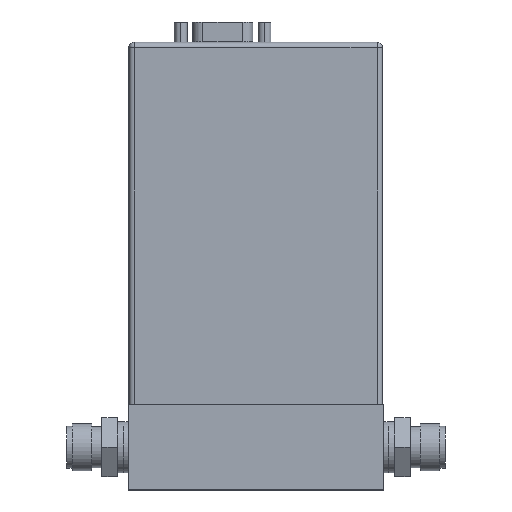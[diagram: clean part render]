
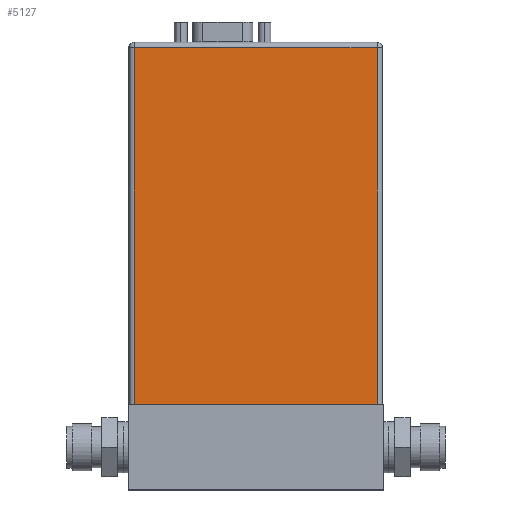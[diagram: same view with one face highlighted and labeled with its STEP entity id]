
A CAD part, top view. The second image highlights one B-rep face of the part: STEP entity #5127.
In plain terms, the highlighted planar face has unit normal (0, 0, 1).
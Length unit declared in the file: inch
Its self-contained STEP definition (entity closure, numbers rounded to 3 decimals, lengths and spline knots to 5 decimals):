
#4311=DIRECTION('',(1.,0.,0.));
#4312=VECTOR('',#4311,2.851);
#4313=CARTESIAN_POINT('',(0.062,0.,1.425));
#4314=LINE('',#4313,#4312);
#4357=DIRECTION('',(0.,1.,0.));
#4358=VECTOR('',#4357,4.188);
#4359=CARTESIAN_POINT('',(2.913,0.,1.425));
#4360=LINE('',#4359,#4358);
#4361=DIRECTION('',(0.,1.,0.));
#4362=VECTOR('',#4361,4.188);
#4363=CARTESIAN_POINT('',(0.062,0.,1.425));
#4364=LINE('',#4363,#4362);
#4393=DIRECTION('',(1.,0.,0.));
#4394=VECTOR('',#4393,2.851);
#4395=CARTESIAN_POINT('',(0.062,4.188,1.425));
#4396=LINE('',#4395,#4394);
#4745=CARTESIAN_POINT('',(0.062,0.,1.425));
#4746=CARTESIAN_POINT('',(0.062,4.188,1.425));
#4747=VERTEX_POINT('',#4745);
#4748=VERTEX_POINT('',#4746);
#4757=CARTESIAN_POINT('',(2.913,4.188,1.425));
#4758=VERTEX_POINT('',#4757);
#4763=CARTESIAN_POINT('',(2.913,0.,1.425));
#4764=VERTEX_POINT('',#4763);
#5114=CARTESIAN_POINT('',(0.,0.,1.425));
#5115=DIRECTION('',(0.,0.,1.));
#5116=DIRECTION('',(1.,0.,0.));
#5117=AXIS2_PLACEMENT_3D('',#5114,#5115,#5116);
#5118=PLANE('',#5117);
#5119=ORIENTED_EDGE('',*,*,#5030,.F.);
#5121=ORIENTED_EDGE('',*,*,#5120,.T.);
#5123=ORIENTED_EDGE('',*,*,#5122,.T.);
#5124=ORIENTED_EDGE('',*,*,#5107,.F.);
#5125=EDGE_LOOP('',(#5119,#5121,#5123,#5124));
#5126=FACE_OUTER_BOUND('',#5125,.F.);
#5127=ADVANCED_FACE('',(#5126),#5118,.T.);
#5030=EDGE_CURVE('',#4747,#4764,#4314,.T.);
#5107=EDGE_CURVE('',#4764,#4758,#4360,.T.);
#5120=EDGE_CURVE('',#4747,#4748,#4364,.T.);
#5122=EDGE_CURVE('',#4748,#4758,#4396,.T.);
